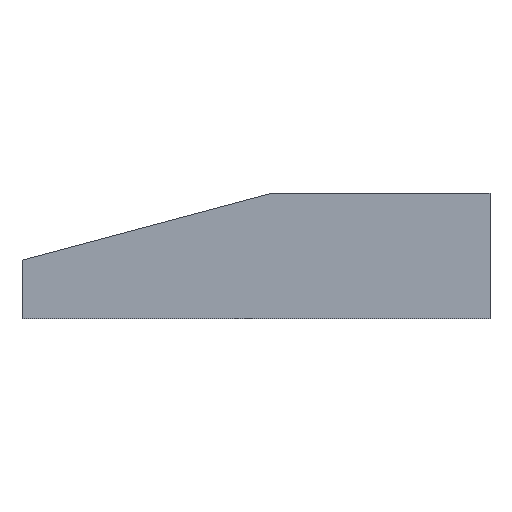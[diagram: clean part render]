
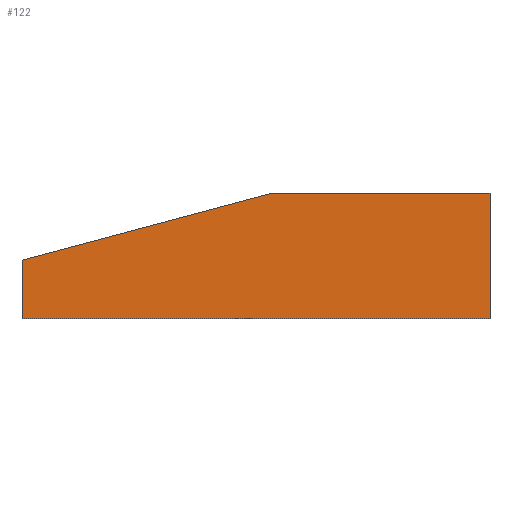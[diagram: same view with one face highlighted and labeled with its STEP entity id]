
A CAD part, top view. The second image highlights one B-rep face of the part: STEP entity #122.
In plain terms, the highlighted planar face has unit normal (0, 0, 1).
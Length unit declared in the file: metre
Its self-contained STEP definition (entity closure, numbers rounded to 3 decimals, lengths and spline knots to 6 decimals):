
#16=FACE_OUTER_BOUND('',#23,.T.);
#23=EDGE_LOOP('',(#88,#89,#90,#91,#92));
#31=LINE('',#188,#46);
#33=LINE('',#192,#48);
#34=LINE('',#194,#49);
#35=LINE('',#196,#50);
#36=LINE('',#197,#51);
#46=VECTOR('',#155,0.01);
#48=VECTOR('',#159,0.01);
#49=VECTOR('',#160,0.01);
#50=VECTOR('',#161,0.01);
#51=VECTOR('',#162,0.01);
#61=VERTEX_POINT('',#185);
#62=VERTEX_POINT('',#187);
#63=VERTEX_POINT('',#191);
#64=VERTEX_POINT('',#193);
#65=VERTEX_POINT('',#195);
#71=EDGE_CURVE('',#62,#61,#31,.T.);
#73=EDGE_CURVE('',#61,#63,#33,.T.);
#74=EDGE_CURVE('',#64,#63,#34,.T.);
#75=EDGE_CURVE('',#65,#64,#35,.T.);
#76=EDGE_CURVE('',#65,#62,#36,.T.);
#88=ORIENTED_EDGE('',*,*,#71,.T.);
#89=ORIENTED_EDGE('',*,*,#73,.T.);
#90=ORIENTED_EDGE('',*,*,#74,.F.);
#91=ORIENTED_EDGE('',*,*,#75,.F.);
#92=ORIENTED_EDGE('',*,*,#76,.T.);
#115=PLANE('',#143);
#122=ADVANCED_FACE('',(#16),#115,.T.);
#143=AXIS2_PLACEMENT_3D('',#190,#157,#158);
#155=DIRECTION('',(-0.966,-0.259,0.));
#157=DIRECTION('center_axis',(0.,0.,1.));
#158=DIRECTION('ref_axis',(1.,0.,0.));
#159=DIRECTION('',(0.,-1.,0.));
#160=DIRECTION('',(-1.,0.,0.));
#161=DIRECTION('',(0.,-1.,0.));
#162=DIRECTION('',(-1.,0.,0.));
#185=CARTESIAN_POINT('',(0.024892,0.,0.00381));
#187=CARTESIAN_POINT('',(0.067549,0.01143,0.00381));
#188=CARTESIAN_POINT('',(0.065598,0.010907,0.00381));
#190=CARTESIAN_POINT('Origin',(0.064897,0.005715,0.00381));
#191=CARTESIAN_POINT('',(0.024892,-0.01,0.00381));
#192=CARTESIAN_POINT('',(0.024892,0.,0.00381));
#193=CARTESIAN_POINT('',(0.104902,-0.01,0.00381));
#194=CARTESIAN_POINT('',(0.104902,-0.01,0.00381));
#195=CARTESIAN_POINT('',(0.104902,0.01143,0.00381));
#196=CARTESIAN_POINT('',(0.104902,0.,0.00381));
#197=CARTESIAN_POINT('',(0.036322,0.01143,0.00381));
